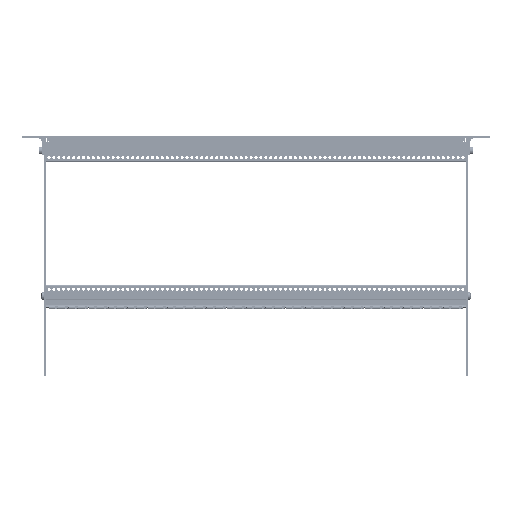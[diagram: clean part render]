
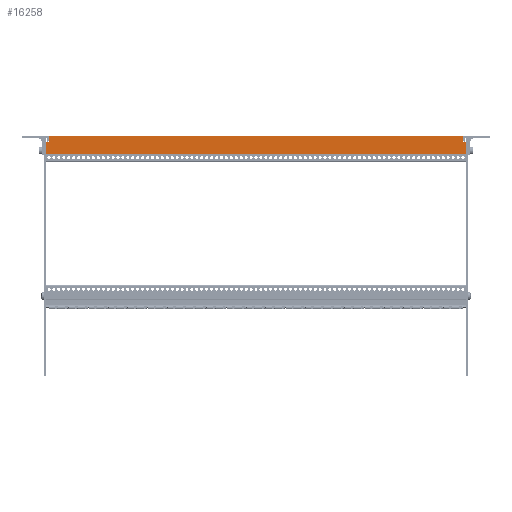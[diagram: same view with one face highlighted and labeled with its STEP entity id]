
A CAD part, front view. The second image highlights one B-rep face of the part: STEP entity #16258.
In plain terms, the highlighted face is planar.
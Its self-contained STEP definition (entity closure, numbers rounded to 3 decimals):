
#11090=DIRECTION('',(0.,1.,0.));
#11091=VECTOR('',#11090,2.8);
#11092=CARTESIAN_POINT('',(8.75,-216.,4.));
#11093=LINE('',#11092,#11091);
#11094=DIRECTION('',(-1.,0.,0.));
#11095=VECTOR('',#11094,11.75);
#11096=CARTESIAN_POINT('',(8.75,-216.,4.));
#11097=LINE('',#11096,#11095);
#11098=DIRECTION('',(0.,1.,0.));
#11099=VECTOR('',#11098,432.);
#11100=CARTESIAN_POINT('',(-3.,-216.,4.));
#11101=LINE('',#11100,#11099);
#11102=DIRECTION('',(1.,0.,0.));
#11103=VECTOR('',#11102,11.75);
#11104=CARTESIAN_POINT('',(-3.,216.,4.));
#11105=LINE('',#11104,#11103);
#11106=DIRECTION('',(0.,-1.,0.));
#11107=VECTOR('',#11106,2.8);
#11108=CARTESIAN_POINT('',(8.75,216.,4.));
#11109=LINE('',#11108,#11107);
#11110=DIRECTION('',(-1.,0.,0.));
#11111=VECTOR('',#11110,6.5);
#11112=CARTESIAN_POINT('',(15.25,213.2,4.));
#11113=LINE('',#11112,#11111);
#11114=DIRECTION('',(-1.,0.,0.));
#11115=VECTOR('',#11114,6.5);
#11116=CARTESIAN_POINT('',(15.25,-213.2,4.));
#11117=LINE('',#11116,#11115);
#11148=DIRECTION('',(0.,-1.,0.));
#11149=VECTOR('',#11148,426.4);
#11150=CARTESIAN_POINT('',(15.25,213.2,4.));
#11151=LINE('',#11150,#11149);
#11928=CARTESIAN_POINT('',(-3.,-216.,4.));
#11929=CARTESIAN_POINT('',(-3.,216.,4.));
#11930=VERTEX_POINT('',#11928);
#11931=VERTEX_POINT('',#11929);
#11964=CARTESIAN_POINT('',(8.75,216.,4.));
#11966=VERTEX_POINT('',#11964);
#11972=CARTESIAN_POINT('',(8.75,213.2,4.));
#11973=VERTEX_POINT('',#11972);
#11974=CARTESIAN_POINT('',(15.25,213.2,4.));
#11975=VERTEX_POINT('',#11974);
#12020=CARTESIAN_POINT('',(8.75,-216.,4.));
#12022=VERTEX_POINT('',#12020);
#12028=CARTESIAN_POINT('',(8.75,-213.2,4.));
#12029=VERTEX_POINT('',#12028);
#12030=CARTESIAN_POINT('',(15.25,-213.2,4.));
#12031=VERTEX_POINT('',#12030);
#16238=CARTESIAN_POINT('',(-5.2,-216.,4.));
#16239=DIRECTION('',(0.,0.,1.));
#16240=DIRECTION('',(1.,0.,0.));
#16241=AXIS2_PLACEMENT_3D('',#16238,#16239,#16240);
#16242=PLANE('',#16241);
#16244=ORIENTED_EDGE('',*,*,#16243,.F.);
#16245=ORIENTED_EDGE('',*,*,#12503,.T.);
#16246=ORIENTED_EDGE('',*,*,#16233,.T.);
#16247=ORIENTED_EDGE('',*,*,#12649,.T.);
#16249=ORIENTED_EDGE('',*,*,#16248,.T.);
#16251=ORIENTED_EDGE('',*,*,#16250,.F.);
#16253=ORIENTED_EDGE('',*,*,#16252,.T.);
#16255=ORIENTED_EDGE('',*,*,#16254,.T.);
#16256=EDGE_LOOP('',(#16244,#16245,#16246,#16247,#16249,#16251,#16253,#16255));
#16257=FACE_OUTER_BOUND('',#16256,.F.);
#16258=ADVANCED_FACE('',(#16257),#16242,.T.);
#12503=EDGE_CURVE('',#12022,#11930,#11097,.T.);
#12649=EDGE_CURVE('',#11931,#11966,#11105,.T.);
#16233=EDGE_CURVE('',#11930,#11931,#11101,.T.);
#16243=EDGE_CURVE('',#12022,#12029,#11093,.T.);
#16248=EDGE_CURVE('',#11966,#11973,#11109,.T.);
#16250=EDGE_CURVE('',#11975,#11973,#11113,.T.);
#16252=EDGE_CURVE('',#11975,#12031,#11151,.T.);
#16254=EDGE_CURVE('',#12031,#12029,#11117,.T.);
